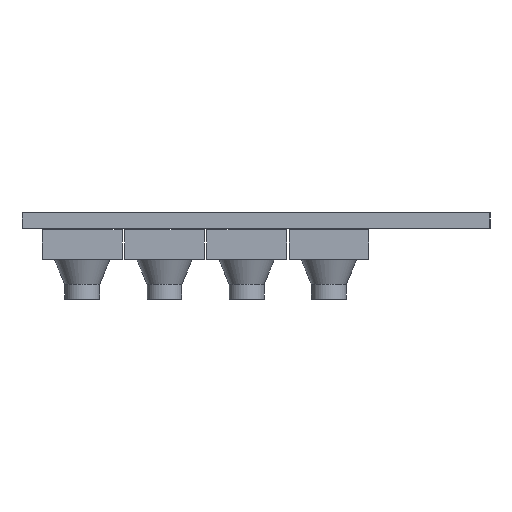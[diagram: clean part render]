
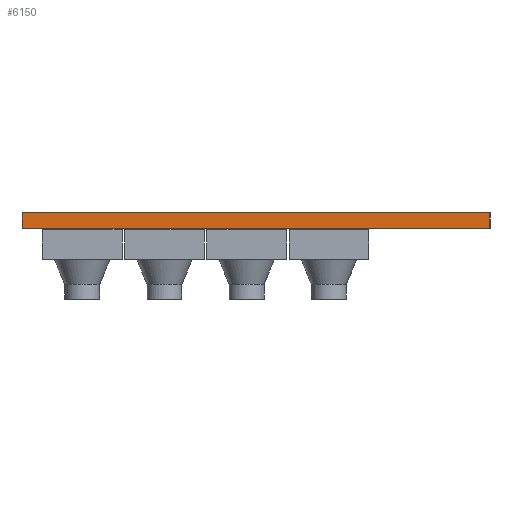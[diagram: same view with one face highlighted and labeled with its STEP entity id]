
A CAD part, left-side view. The second image highlights one B-rep face of the part: STEP entity #6150.
In plain terms, the highlighted planar face has unit normal (-1, 0, 0).
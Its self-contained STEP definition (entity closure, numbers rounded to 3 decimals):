
#981 = PLANE('',#982);
#982 = AXIS2_PLACEMENT_3D('',#983,#984,#985);
#983 = CARTESIAN_POINT('',(-43.815,23.495,0.));
#984 = DIRECTION('',(0.,1.,0.));
#985 = DIRECTION('',(1.,0.,0.));
#1009 = PLANE('',#1010);
#1010 = AXIS2_PLACEMENT_3D('',#1011,#1012,#1013);
#1011 = CARTESIAN_POINT('',(0.,0.,1.6));
#1012 = DIRECTION('',(-0.,-0.,-1.));
#1013 = DIRECTION('',(-1.,0.,0.));
#1037 = PLANE('',#1038);
#1038 = AXIS2_PLACEMENT_3D('',#1039,#1040,#1041);
#1039 = CARTESIAN_POINT('',(43.815,-23.495,0.));
#1040 = DIRECTION('',(0.,-1.,0.));
#1041 = DIRECTION('',(-1.,0.,0.));
#1063 = PLANE('',#1064);
#1064 = AXIS2_PLACEMENT_3D('',#1065,#1066,#1067);
#1065 = CARTESIAN_POINT('',(0.,0.,0.));
#1066 = DIRECTION('',(-0.,-0.,-1.));
#1067 = DIRECTION('',(-1.,0.,0.));
#1078 = EDGE_CURVE('',#1079,#1081,#1083,.T.);
#1079 = VERTEX_POINT('',#1080);
#1080 = CARTESIAN_POINT('',(-43.815,23.495,0.));
#1081 = VERTEX_POINT('',#1082);
#1082 = CARTESIAN_POINT('',(-43.815,23.495,1.6));
#1083 = SURFACE_CURVE('',#1084,(#1088,#1095),.PCURVE_S1.);
#1084 = LINE('',#1085,#1086);
#1085 = CARTESIAN_POINT('',(-43.815,23.495,0.));
#1086 = VECTOR('',#1087,1.);
#1087 = DIRECTION('',(0.,0.,1.));
#1088 = PCURVE('',#981,#1089);
#1089 = DEFINITIONAL_REPRESENTATION('',(#1090),#1094);
#1090 = LINE('',#1091,#1092);
#1091 = CARTESIAN_POINT('',(0.,0.));
#1092 = VECTOR('',#1093,1.);
#1093 = DIRECTION('',(0.,-1.));
#1094 = ( GEOMETRIC_REPRESENTATION_CONTEXT(2) 
PARAMETRIC_REPRESENTATION_CONTEXT() REPRESENTATION_CONTEXT('2D SPACE',''
  ) );
#1095 = PCURVE('',#1096,#1101);
#1096 = PLANE('',#1097);
#1097 = AXIS2_PLACEMENT_3D('',#1098,#1099,#1100);
#1098 = CARTESIAN_POINT('',(-43.815,-23.495,0.));
#1099 = DIRECTION('',(-1.,0.,0.));
#1100 = DIRECTION('',(0.,1.,0.));
#1101 = DEFINITIONAL_REPRESENTATION('',(#1102),#1106);
#1102 = LINE('',#1103,#1104);
#1103 = CARTESIAN_POINT('',(46.99,0.));
#1104 = VECTOR('',#1105,1.);
#1105 = DIRECTION('',(0.,-1.));
#1106 = ( GEOMETRIC_REPRESENTATION_CONTEXT(2) 
PARAMETRIC_REPRESENTATION_CONTEXT() REPRESENTATION_CONTEXT('2D SPACE',''
  ) );
#1156 = VERTEX_POINT('',#1157);
#1157 = CARTESIAN_POINT('',(-43.815,-23.495,1.6));
#1178 = EDGE_CURVE('',#1179,#1156,#1181,.T.);
#1179 = VERTEX_POINT('',#1180);
#1180 = CARTESIAN_POINT('',(-43.815,-23.495,0.));
#1181 = SURFACE_CURVE('',#1182,(#1186,#1193),.PCURVE_S1.);
#1182 = LINE('',#1183,#1184);
#1183 = CARTESIAN_POINT('',(-43.815,-23.495,0.));
#1184 = VECTOR('',#1185,1.);
#1185 = DIRECTION('',(0.,0.,1.));
#1186 = PCURVE('',#1037,#1187);
#1187 = DEFINITIONAL_REPRESENTATION('',(#1188),#1192);
#1188 = LINE('',#1189,#1190);
#1189 = CARTESIAN_POINT('',(87.63,0.));
#1190 = VECTOR('',#1191,1.);
#1191 = DIRECTION('',(0.,-1.));
#1192 = ( GEOMETRIC_REPRESENTATION_CONTEXT(2) 
PARAMETRIC_REPRESENTATION_CONTEXT() REPRESENTATION_CONTEXT('2D SPACE',''
  ) );
#1193 = PCURVE('',#1096,#1194);
#1194 = DEFINITIONAL_REPRESENTATION('',(#1195),#1199);
#1195 = LINE('',#1196,#1197);
#1196 = CARTESIAN_POINT('',(0.,0.));
#1197 = VECTOR('',#1198,1.);
#1198 = DIRECTION('',(0.,-1.));
#1199 = ( GEOMETRIC_REPRESENTATION_CONTEXT(2) 
PARAMETRIC_REPRESENTATION_CONTEXT() REPRESENTATION_CONTEXT('2D SPACE',''
  ) );
#1227 = EDGE_CURVE('',#1179,#1079,#1228,.T.);
#1228 = SURFACE_CURVE('',#1229,(#1233,#1240),.PCURVE_S1.);
#1229 = LINE('',#1230,#1231);
#1230 = CARTESIAN_POINT('',(-43.815,-23.495,0.));
#1231 = VECTOR('',#1232,1.);
#1232 = DIRECTION('',(0.,1.,0.));
#1233 = PCURVE('',#1063,#1234);
#1234 = DEFINITIONAL_REPRESENTATION('',(#1235),#1239);
#1235 = LINE('',#1236,#1237);
#1236 = CARTESIAN_POINT('',(43.815,-23.495));
#1237 = VECTOR('',#1238,1.);
#1238 = DIRECTION('',(0.,1.));
#1239 = ( GEOMETRIC_REPRESENTATION_CONTEXT(2) 
PARAMETRIC_REPRESENTATION_CONTEXT() REPRESENTATION_CONTEXT('2D SPACE',''
  ) );
#1240 = PCURVE('',#1096,#1241);
#1241 = DEFINITIONAL_REPRESENTATION('',(#1242),#1246);
#1242 = LINE('',#1243,#1244);
#1243 = CARTESIAN_POINT('',(0.,0.));
#1244 = VECTOR('',#1245,1.);
#1245 = DIRECTION('',(1.,0.));
#1246 = ( GEOMETRIC_REPRESENTATION_CONTEXT(2) 
PARAMETRIC_REPRESENTATION_CONTEXT() REPRESENTATION_CONTEXT('2D SPACE',''
  ) );
#3879 = EDGE_CURVE('',#1156,#1081,#3880,.T.);
#3880 = SURFACE_CURVE('',#3881,(#3885,#3892),.PCURVE_S1.);
#3881 = LINE('',#3882,#3883);
#3882 = CARTESIAN_POINT('',(-43.815,-23.495,1.6));
#3883 = VECTOR('',#3884,1.);
#3884 = DIRECTION('',(0.,1.,0.));
#3885 = PCURVE('',#1009,#3886);
#3886 = DEFINITIONAL_REPRESENTATION('',(#3887),#3891);
#3887 = LINE('',#3888,#3889);
#3888 = CARTESIAN_POINT('',(43.815,-23.495));
#3889 = VECTOR('',#3890,1.);
#3890 = DIRECTION('',(0.,1.));
#3891 = ( GEOMETRIC_REPRESENTATION_CONTEXT(2) 
PARAMETRIC_REPRESENTATION_CONTEXT() REPRESENTATION_CONTEXT('2D SPACE',''
  ) );
#3892 = PCURVE('',#1096,#3893);
#3893 = DEFINITIONAL_REPRESENTATION('',(#3894),#3898);
#3894 = LINE('',#3895,#3896);
#3895 = CARTESIAN_POINT('',(0.,-1.6));
#3896 = VECTOR('',#3897,1.);
#3897 = DIRECTION('',(1.,0.));
#3898 = ( GEOMETRIC_REPRESENTATION_CONTEXT(2) 
PARAMETRIC_REPRESENTATION_CONTEXT() REPRESENTATION_CONTEXT('2D SPACE',''
  ) );
#6150 = ADVANCED_FACE('',(#6151),#1096,.T.);
#6151 = FACE_BOUND('',#6152,.T.);
#6152 = EDGE_LOOP('',(#6153,#6154,#6155,#6156));
#6153 = ORIENTED_EDGE('',*,*,#1178,.T.);
#6154 = ORIENTED_EDGE('',*,*,#3879,.T.);
#6155 = ORIENTED_EDGE('',*,*,#1078,.F.);
#6156 = ORIENTED_EDGE('',*,*,#1227,.F.);
